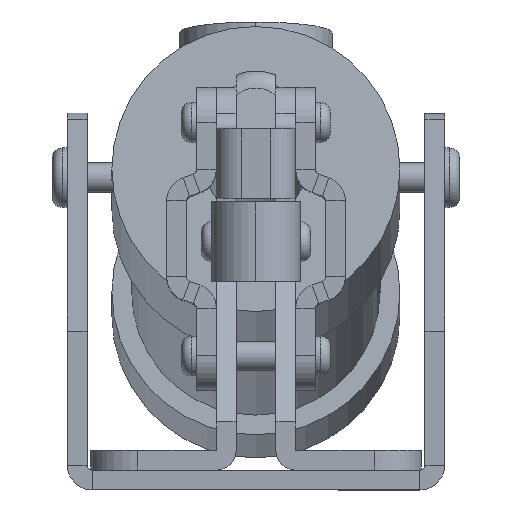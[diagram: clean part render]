
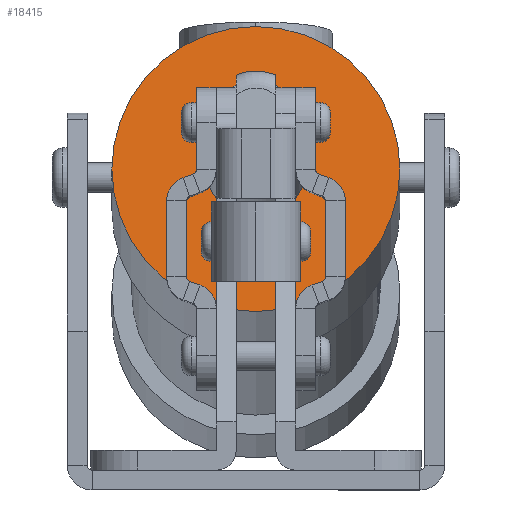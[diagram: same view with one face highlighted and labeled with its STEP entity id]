
A CAD part, left-side view. The second image highlights one B-rep face of the part: STEP entity #18415.
In plain terms, the highlighted face is planar.
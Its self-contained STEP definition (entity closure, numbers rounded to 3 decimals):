
#622 = EDGE_CURVE ( 'NONE', #11424, #11425, #10085, .T. ) ;
#684 = EDGE_CURVE ( 'NONE', #11426, #11452, #10124, .T. ) ;
#1537 = CIRCLE ( 'NONE', #20876, 14.5 ) ;
#1538 = CIRCLE ( 'NONE', #20877, 5. ) ;
#4134 = FACE_BOUND ( 'NONE', #19826, .T. ) ;
#4142 = FACE_OUTER_BOUND ( 'NONE', #17909, .T. ) ;
#4419 = CARTESIAN_POINT ( 'NONE',  ( 0., 0., 0. ) ) ;
#4420 = DIRECTION ( 'NONE',  ( -1., 0., 0. ) ) ;
#4421 = DIRECTION ( 'NONE',  ( 0., 0., 1. ) ) ;
#4632 = CARTESIAN_POINT ( 'NONE',  ( 0., 0., 0. ) ) ;
#4633 = DIRECTION ( 'NONE',  ( -1., 0., 0. ) ) ;
#4634 = DIRECTION ( 'NONE',  ( 0., 0., 1. ) ) ;
#7485 = EDGE_CURVE ( 'NONE', #11452, #11426, #1537, .T. ) ;
#7486 = EDGE_CURVE ( 'NONE', #11425, #11424, #1538, .T. ) ;
#9347 = AXIS2_PLACEMENT_3D ( 'NONE', #4419, #4420, #4421 ) ;
#9375 = AXIS2_PLACEMENT_3D ( 'NONE', #4632, #4633, #4634 ) ;
#10085 = CIRCLE ( 'NONE', #9347, 5. ) ;
#10124 = CIRCLE ( 'NONE', #9375, 14.5 ) ;
#10162 = ORIENTED_EDGE ( 'NONE', *, *, #7485, .T. ) ;
#10164 = ORIENTED_EDGE ( 'NONE', *, *, #684, .T. ) ;
#10166 = ORIENTED_EDGE ( 'NONE', *, *, #622, .F. ) ;
#10168 = ORIENTED_EDGE ( 'NONE', *, *, #7486, .F. ) ;
#11424 = VERTEX_POINT ( 'NONE', #13948 ) ;
#11425 = VERTEX_POINT ( 'NONE', #13949 ) ;
#11426 = VERTEX_POINT ( 'NONE', #13950 ) ;
#11452 = VERTEX_POINT ( 'NONE', #13976 ) ;
#13948 = CARTESIAN_POINT ( 'NONE',  ( 0., 0., -5. ) ) ;
#13949 = CARTESIAN_POINT ( 'NONE',  ( 0., 0., 5. ) ) ;
#13950 = CARTESIAN_POINT ( 'NONE',  ( 0., 0., 14.5 ) ) ;
#13976 = CARTESIAN_POINT ( 'NONE',  ( 0., 0., -14.5 ) ) ;
#17909 = EDGE_LOOP ( 'NONE', ( #10164, #10162 ) ) ;
#18415 = ADVANCED_FACE ( 'NONE', ( #4134, #4142 ), #19408, .F. ) ;
#19405 = CARTESIAN_POINT ( 'NONE',  ( 0., 0., 0. ) ) ;
#19408 = PLANE ( 'NONE',  #27417 ) ;
#19410 = DIRECTION ( 'NONE',  ( 1., 0., 0. ) ) ;
#19411 = DIRECTION ( 'NONE',  ( 0., 0., -1. ) ) ;
#19826 = EDGE_LOOP ( 'NONE', ( #10168, #10166 ) ) ;
#20156 = CARTESIAN_POINT ( 'NONE',  ( 0., 0., 0. ) ) ;
#20157 = DIRECTION ( 'NONE',  ( -1., 0., 0. ) ) ;
#20158 = DIRECTION ( 'NONE',  ( 0., 0., 1. ) ) ;
#20159 = CARTESIAN_POINT ( 'NONE',  ( 0., 0., 0. ) ) ;
#20160 = DIRECTION ( 'NONE',  ( -1., 0., 0. ) ) ;
#20161 = DIRECTION ( 'NONE',  ( 0., 0., 1. ) ) ;
#20876 = AXIS2_PLACEMENT_3D ( 'NONE', #20156, #20157, #20158 ) ;
#20877 = AXIS2_PLACEMENT_3D ( 'NONE', #20159, #20160, #20161 ) ;
#27417 = AXIS2_PLACEMENT_3D ( 'NONE', #19405, #19410, #19411 ) ;
